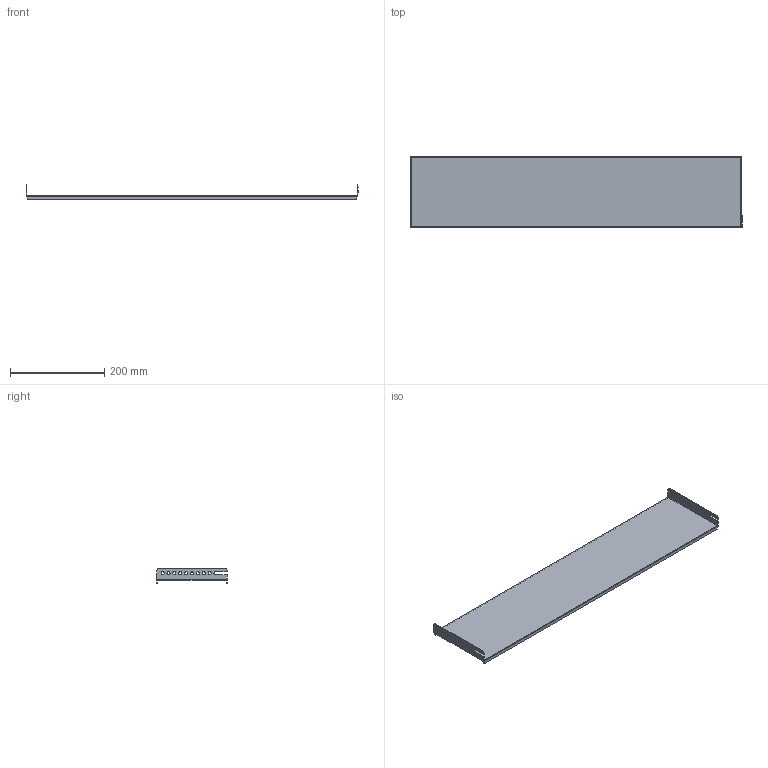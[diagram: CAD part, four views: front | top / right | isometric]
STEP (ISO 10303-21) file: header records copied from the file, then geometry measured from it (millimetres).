
FILE_DESCRIPTION (( 'STEP AP203' ), '1' );
FILE_NAME ('YKM40D-FO-MP-015-080 ÀÃÈÅ 275.00.002-09 Ïàíåëü ìîíòàæíàÿ.STEP', '2020-12-10T14:47:29', ( '' ), ( '' ), 'SwSTEP 2.0', 'SolidWorks 2017', '' );
FILE_SCHEMA (( 'CONFIG_CONTROL_DESIGN' ));
Length unit declared in the file: millimetre
Products named in the file (1): YKM40D-FO-MP-015-080  ÀÃÈÅ 275.00.002-09 Ïàíåëü ìîíòàæíàÿ
Bounding box: 706 x 150 x 31.5 mm (x, y, z)
Volume: 181691.5 mm3; surface area: 243757.9 mm2
Topology: 1 solids, 1 shells, 66 faces, 189 edges, 125 vertices
Faces by surface type: plane 42, cylinder 24
Full cylindrical faces by diameter (mm): 6.5 x18
Entity records: 2135 total; most frequent: CARTESIAN_POINT 345, DIRECTION 344, ORIENTED_EDGE 324, EDGE_CURVE 162, EDGE_LOOP 120, VERTEX_POINT 116, AXIS2_PLACEMENT_3D 115, LINE 114
